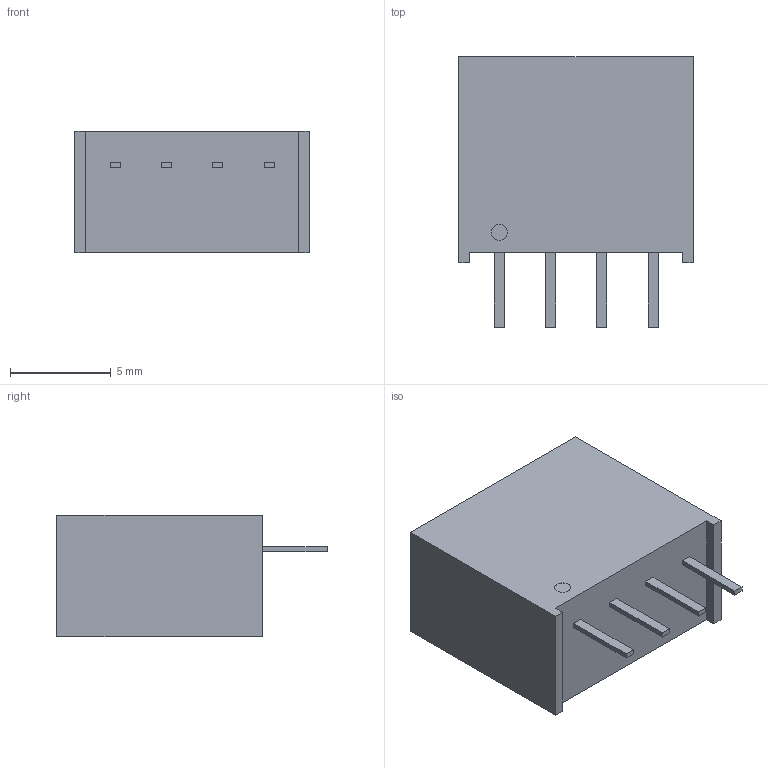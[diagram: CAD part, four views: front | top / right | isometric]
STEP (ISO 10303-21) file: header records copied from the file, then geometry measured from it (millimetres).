
FILE_DESCRIPTION(('STEP AP214'),'1');
FILE_NAME('PCSA1-S5-S5-S.stp','2016-10-14T14:53:10',('TraceParts'),('TraceParts S.A.'),'Spatial InterOp 3D',' ',' ');
FILE_SCHEMA(('automotive_design'));
Length unit declared in the file: millimetre
Products named in the file (2): Boss-Extrude2; LPattern1
Bounding box: 11.6 x 13.4 x 6 mm (x, y, z)
Volume: 680 mm3; surface area: 516.1 mm2
Topology: 2 solids, 2 shells, 33 faces, 75 edges, 50 vertices
Faces by surface type: plane 32, cylinder 1
Full cylindrical faces by diameter (mm): 0.8 x1
Entity records: 1218 total; most frequent: CARTESIAN_POINT 159, ORIENTED_EDGE 148, DIRECTION 146, EDGE_CURVE 74, LINE 72, VECTOR 72, VERTEX_POINT 50, EDGE_LOOP 38
